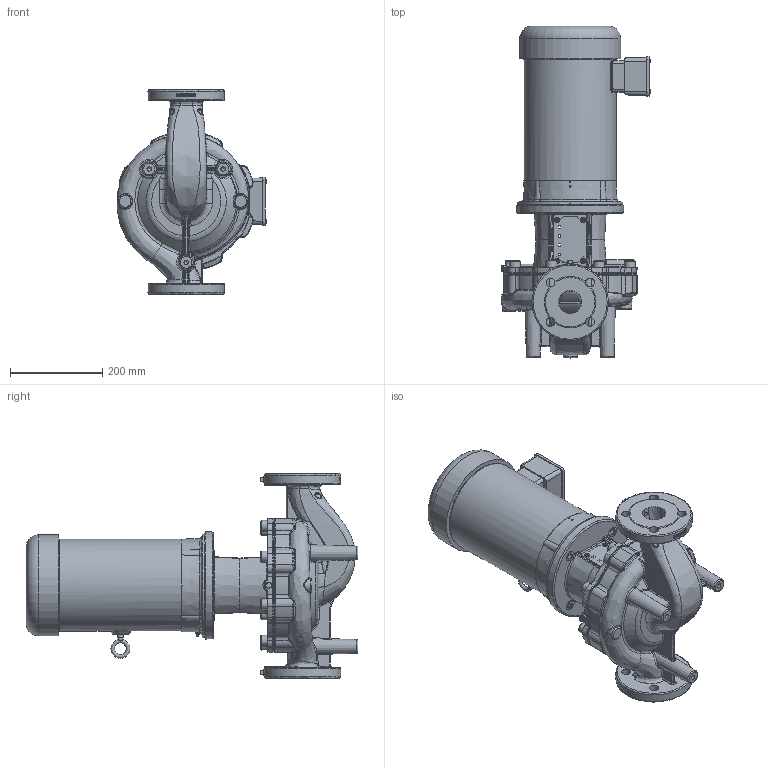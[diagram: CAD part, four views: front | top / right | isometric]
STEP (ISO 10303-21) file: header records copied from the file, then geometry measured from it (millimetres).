
FILE_DESCRIPTION(/* description */ (''),/* implementation_level */ '2;1');
FILE_NAME(/* name */ '2714531 - PUMP IL2 70_195-4-S1E 460V_3_60 TEFC_Shrinkwrap_1.stp',/* time_stamp */ '2022-03-23T14:18:00-05:00',/* author */ ('faliszekte'),/* organization */ (''),/* preprocessor_version */ 'ST-DEVELOPER v18.1',/* originating_system */ 'Autodesk Inventor 2021',/* authorisation */ '');
FILE_SCHEMA (('AUTOMOTIVE_DESIGN { 1 0 10303 214 3 1 1 }'));
Length unit declared in the file: inch
Products named in the file (1): 2714531 - PUMP IL2 70_195-4-S1E 460V_3_60 TEFC_Shrinkwrap_1
Bounding box: 324.12 x 717.6 x 444.5 mm (x, y, z)
Surface area: 1029402.6 mm2 (no closed solid volume)
Topology: 0 solids, 36 shells, 3179 faces, 8950 edges, 5763 vertices
Faces by surface type: plane 1194, cylinder 813, bspline 700, cone 305, torus 102, sphere 65
Full cylindrical faces by diameter (mm): 3.734 x1, 3.768 x1, 8.141 x10, 8.179 x8, 8.6 x2, 9 x9, 9.5 x3, 9.652 x1, 10.516 x4, 11 x8, 12.548 x1, 12.725 x1, 13.5 x4, 14 x2, 19.05 x8, 23.812 x8, 165.1 x2, 199.542 x1, 215.862 x1, 218.328 x1
Entity records: 182731 total; most frequent: CARTESIAN_POINT 101781, ORIENTED_EDGE 16606, DIRECTION 15333, EDGE_CURVE 8898, VERTEX_POINT 5763, AXIS2_PLACEMENT_3D 5759, LINE 3815, VECTOR 3815
